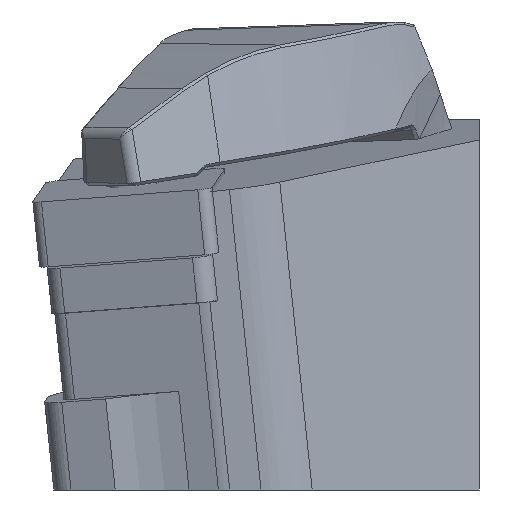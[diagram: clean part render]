
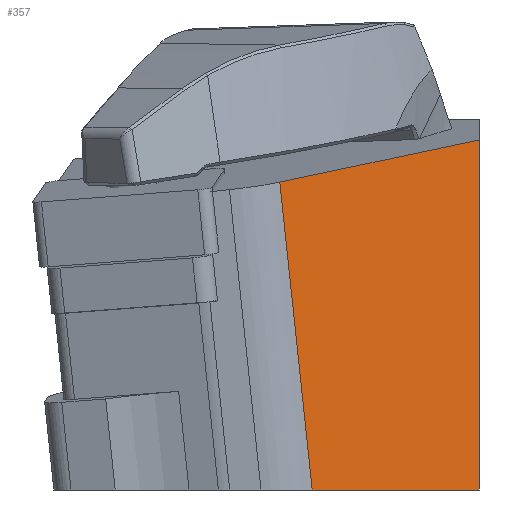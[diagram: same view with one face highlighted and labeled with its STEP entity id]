
A CAD part, left-side view. The second image highlights one B-rep face of the part: STEP entity #357.
In plain terms, the highlighted planar face has unit normal (-0.703, -0.711, 0).
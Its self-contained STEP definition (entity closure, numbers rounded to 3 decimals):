
#357=ADVANCED_FACE('',(#548),#481,.T.);
#481=PLANE('',#2343);
#548=FACE_OUTER_BOUND('',#675,.T.);
#675=EDGE_LOOP('',(#906,#907,#908,#909));
#906=ORIENTED_EDGE('',*,*,#1729,.F.);
#907=ORIENTED_EDGE('',*,*,#1730,.F.);
#908=ORIENTED_EDGE('',*,*,#1674,.F.);
#909=ORIENTED_EDGE('',*,*,#1693,.T.);
#1463=VERTEX_POINT('',#3070);
#1464=VERTEX_POINT('',#3072);
#1481=VERTEX_POINT('',#3132);
#1505=VERTEX_POINT('',#3201);
#1674=EDGE_CURVE('',#1463,#1464,#1996,.T.);
#1693=EDGE_CURVE('',#1463,#1481,#2008,.T.);
#1729=EDGE_CURVE('',#1505,#1481,#2038,.T.);
#1730=EDGE_CURVE('',#1464,#1505,#2039,.T.);
#1996=LINE('',#3071,#2166);
#2008=LINE('',#3133,#2178);
#2038=LINE('',#3202,#2208);
#2039=LINE('',#3204,#2209);
#2166=VECTOR('',#2536,1.);
#2178=VECTOR('',#2558,1.);
#2208=VECTOR('',#2618,1.);
#2209=VECTOR('',#2621,1.);
#2343=AXIS2_PLACEMENT_3D('',#3205,#2622,#2623);
#2536=DIRECTION('',(-0.001,0.,-1.));
#2558=DIRECTION('',(-0.703,0.696,-0.147));
#2618=DIRECTION('',(-0.105,0.104,0.989));
#2621=DIRECTION('',(-0.711,0.703,0.));
#2622=DIRECTION('',(-0.703,-0.711,0.));
#2623=DIRECTION('',(-0.711,0.703,0.));
#3070=CARTESIAN_POINT('',(16.282,-6.,4.312));
#3071=CARTESIAN_POINT('',(16.289,-6.,16.21));
#3072=CARTESIAN_POINT('',(16.268,-6.,-20.));
#3132=CARTESIAN_POINT('',(2.284,7.845,1.378));
#3133=CARTESIAN_POINT('',(-27.412,37.214,-4.847));
#3201=CARTESIAN_POINT('',(4.543,5.598,-20.));
#3202=CARTESIAN_POINT('',(3.716,6.421,-12.173));
#3204=CARTESIAN_POINT('',(133.114,-121.576,-20.));
#3205=CARTESIAN_POINT('',(138.769,-127.149,16.139));
